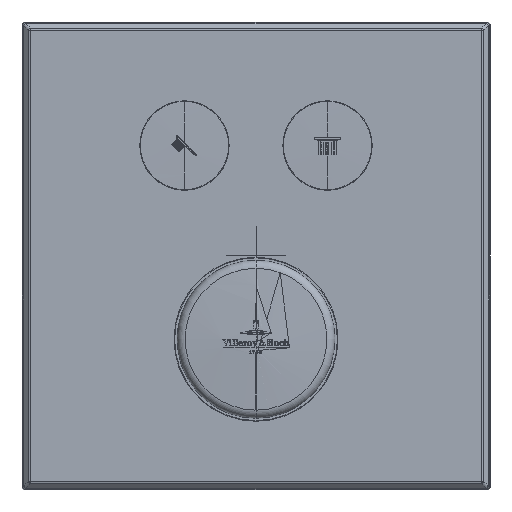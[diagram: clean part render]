
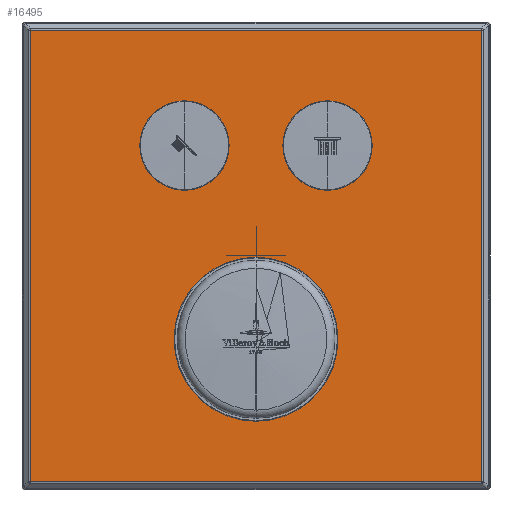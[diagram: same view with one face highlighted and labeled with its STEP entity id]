
A CAD part, top view. The second image highlights one B-rep face of the part: STEP entity #16495.
In plain terms, the highlighted planar face has unit normal (0, 0, 1).
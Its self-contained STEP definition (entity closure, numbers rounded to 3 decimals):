
#48=DIRECTION('',(1.,0.,0.));
#49=VECTOR('',#48,151.494);
#50=CARTESIAN_POINT('',(-75.747,-75.745,79.003));
#51=LINE('',#50,#49);
#52=DIRECTION('',(-1.,0.,0.));
#53=VECTOR('',#52,151.494);
#54=CARTESIAN_POINT('',(75.747,75.745,79.003));
#55=LINE('',#54,#53);
#56=CARTESIAN_POINT('',(24.,37.,79.003));
#57=DIRECTION('',(0.,0.,-1.));
#58=DIRECTION('',(1.,0.,0.));
#59=AXIS2_PLACEMENT_3D('',#56,#57,#58);
#61=CARTESIAN_POINT('',(24.,37.,79.003));
#62=DIRECTION('',(0.,0.,-1.));
#63=DIRECTION('',(-1.,0.,0.));
#64=AXIS2_PLACEMENT_3D('',#61,#62,#63);
#66=CARTESIAN_POINT('',(-24.,37.,79.003));
#67=DIRECTION('',(0.,0.,-1.));
#68=DIRECTION('',(1.,0.,0.));
#69=AXIS2_PLACEMENT_3D('',#66,#67,#68);
#71=CARTESIAN_POINT('',(-24.,37.,79.003));
#72=DIRECTION('',(0.,0.,-1.));
#73=DIRECTION('',(-1.,0.,0.));
#74=AXIS2_PLACEMENT_3D('',#71,#72,#73);
#76=CARTESIAN_POINT('',(0.,-28.,79.003));
#77=DIRECTION('',(0.,0.,1.));
#78=DIRECTION('',(0.,-1.,0.));
#79=AXIS2_PLACEMENT_3D('',#76,#77,#78);
#81=CARTESIAN_POINT('',(0.,-28.,79.003));
#82=DIRECTION('',(0.,0.,1.));
#83=DIRECTION('',(0.,1.,0.));
#84=AXIS2_PLACEMENT_3D('',#81,#82,#83);
#86=DIRECTION('',(0.,1.,0.));
#87=VECTOR('',#86,151.49);
#88=CARTESIAN_POINT('',(-75.747,-75.745,79.003));
#89=LINE('',#88,#87);
#273=DIRECTION('',(0.,1.,0.));
#274=VECTOR('',#273,151.49);
#275=CARTESIAN_POINT('',(75.747,-75.745,79.003));
#276=LINE('',#275,#274);
#15178=CARTESIAN_POINT('',(75.747,-75.745,
79.003));
#15179=CARTESIAN_POINT('',(75.747,75.745,79.003));
#15180=VERTEX_POINT('',#15178);
#15181=VERTEX_POINT('',#15179);
#15182=CARTESIAN_POINT('',(-75.747,-75.745,
79.003));
#15183=CARTESIAN_POINT('',(-75.747,75.745,
79.003));
#15184=VERTEX_POINT('',#15182);
#15185=VERTEX_POINT('',#15183);
#16435=CARTESIAN_POINT('',(39.,37.,79.003));
#16436=CARTESIAN_POINT('',(9.,37.,79.003));
#16437=VERTEX_POINT('',#16435);
#16438=VERTEX_POINT('',#16436);
#16439=CARTESIAN_POINT('',(-9.,37.,79.003));
#16440=CARTESIAN_POINT('',(-39.,37.,79.003));
#16441=VERTEX_POINT('',#16439);
#16442=VERTEX_POINT('',#16440);
#16443=CARTESIAN_POINT('',(0.,-51.5,79.003));
#16444=CARTESIAN_POINT('',(0.,-4.5,79.003));
#16445=VERTEX_POINT('',#16443);
#16446=VERTEX_POINT('',#16444);
#16463=CARTESIAN_POINT('',(-37.873,0.,
79.003));
#16464=DIRECTION('',(0.,0.,-1.));
#16465=DIRECTION('',(1.,0.,0.));
#16466=AXIS2_PLACEMENT_3D('',#16463,#16464,#16465);
#16467=PLANE('',#16466);
#16468=ORIENTED_EDGE('',*,*,#16452,.F.);
#16470=ORIENTED_EDGE('',*,*,#16469,.T.);
#16472=ORIENTED_EDGE('',*,*,#16471,.F.);
#16474=ORIENTED_EDGE('',*,*,#16473,.F.);
#16475=EDGE_LOOP('',(#16468,#16470,#16472,#16474));
#16476=FACE_OUTER_BOUND('',#16475,.F.);
#16478=ORIENTED_EDGE('',*,*,#16477,.F.);
#16480=ORIENTED_EDGE('',*,*,#16479,.F.);
#16481=EDGE_LOOP('',(#16478,#16480));
#16482=FACE_BOUND('',#16481,.F.);
#16484=ORIENTED_EDGE('',*,*,#16483,.F.);
#16486=ORIENTED_EDGE('',*,*,#16485,.F.);
#16487=EDGE_LOOP('',(#16484,#16486));
#16488=FACE_BOUND('',#16487,.F.);
#16490=ORIENTED_EDGE('',*,*,#16489,.T.);
#16492=ORIENTED_EDGE('',*,*,#16491,.T.);
#16493=EDGE_LOOP('',(#16490,#16492));
#16494=FACE_BOUND('',#16493,.F.);
#60=CIRCLE('',#59,15.);
#65=CIRCLE('',#64,15.);
#70=CIRCLE('',#69,15.);
#75=CIRCLE('',#74,15.);
#80=CIRCLE('',#79,23.5);
#85=CIRCLE('',#84,23.5);
#16452=EDGE_CURVE('',#15184,#15180,#51,.T.);
#16469=EDGE_CURVE('',#15184,#15185,#89,.T.);
#16471=EDGE_CURVE('',#15181,#15185,#55,.T.);
#16473=EDGE_CURVE('',#15180,#15181,#276,.T.);
#16477=EDGE_CURVE('',#16437,#16438,#60,.T.);
#16479=EDGE_CURVE('',#16438,#16437,#65,.T.);
#16483=EDGE_CURVE('',#16441,#16442,#70,.T.);
#16485=EDGE_CURVE('',#16442,#16441,#75,.T.);
#16489=EDGE_CURVE('',#16445,#16446,#80,.T.);
#16491=EDGE_CURVE('',#16446,#16445,#85,.T.);
#16495=ADVANCED_FACE('',(#16476,#16482,#16488,#16494),#16467,.F.);
